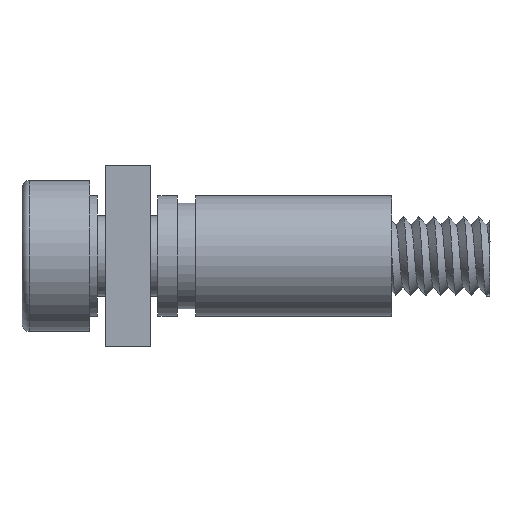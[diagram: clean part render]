
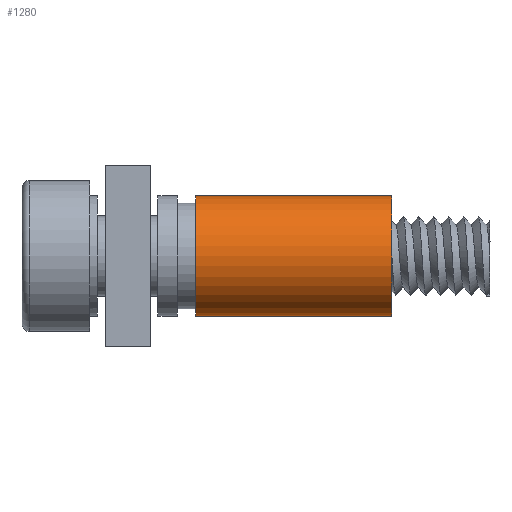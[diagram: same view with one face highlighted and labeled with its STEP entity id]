
A CAD part, left-side view. The second image highlights one B-rep face of the part: STEP entity #1280.
In plain terms, the highlighted cylindrical face has radius 2 mm (diameter 4 mm), a partial arc.
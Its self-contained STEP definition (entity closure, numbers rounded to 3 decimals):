
#92 = CARTESIAN_POINT ( 'NONE',  ( 0., -11.75, -2. ) ) ;
#144 = ORIENTED_EDGE ( 'NONE', *, *, #4740, .F. ) ;
#153 = ORIENTED_EDGE ( 'NONE', *, *, #501, .T. ) ;
#179 = CARTESIAN_POINT ( 'NONE',  ( 0., -5.25, 0. ) ) ;
#181 = CARTESIAN_POINT ( 'NONE',  ( 0., -11.75, 2. ) ) ;
#451 = EDGE_CURVE ( 'NONE', #2285, #687, #1689, .T. ) ;
#501 = EDGE_CURVE ( 'NONE', #4416, #5224, #6010, .T. ) ;
#687 = VERTEX_POINT ( 'NONE', #5033 ) ;
#753 = DIRECTION ( 'NONE',  ( 0., 0., -1. ) ) ;
#773 = CARTESIAN_POINT ( 'NONE',  ( 0., -11.75, 0. ) ) ;
#991 = CARTESIAN_POINT ( 'NONE',  ( 0., -5.25, 2. ) ) ;
#1152 = VECTOR ( 'NONE', #2472, 1000. ) ;
#1280 = ADVANCED_FACE ( 'NONE', ( #5233 ), #6033, .T. ) ;
#1479 = ORIENTED_EDGE ( 'NONE', *, *, #1827, .T. ) ;
#1689 = CIRCLE ( 'NONE', #5160, 2. ) ;
#1827 = EDGE_CURVE ( 'NONE', #2285, #4416, #4161, .T. ) ;
#1849 = VECTOR ( 'NONE', #5750, 1000. ) ;
#1896 = DIRECTION ( 'NONE',  ( 0., -1., 0. ) ) ;
#2285 = VERTEX_POINT ( 'NONE', #5985 ) ;
#2472 = DIRECTION ( 'NONE',  ( 0., 1., 0. ) ) ;
#3069 = DIRECTION ( 'NONE',  ( 0., 1., 0. ) ) ;
#3097 = DIRECTION ( 'NONE',  ( 0., 0., 1. ) ) ;
#3143 = AXIS2_PLACEMENT_3D ( 'NONE', #773, #3069, #3097 ) ;
#4138 = DIRECTION ( 'NONE',  ( 0., -1., 0. ) ) ;
#4161 = LINE ( 'NONE', #181, #1152 ) ;
#4416 = VERTEX_POINT ( 'NONE', #991 ) ;
#4514 = CARTESIAN_POINT ( 'NONE',  ( 0., -5.25, -2. ) ) ;
#4627 = EDGE_LOOP ( 'NONE', ( #144, #6125, #1479, #153 ) ) ;
#4740 = EDGE_CURVE ( 'NONE', #687, #5224, #4997, .T. ) ;
#4997 = LINE ( 'NONE', #92, #1849 ) ;
#5033 = CARTESIAN_POINT ( 'NONE',  ( 0., -11.75, -2. ) ) ;
#5160 = AXIS2_PLACEMENT_3D ( 'NONE', #5256, #1896, #5834 ) ;
#5224 = VERTEX_POINT ( 'NONE', #4514 ) ;
#5233 = FACE_OUTER_BOUND ( 'NONE', #4627, .T. ) ;
#5256 = CARTESIAN_POINT ( 'NONE',  ( 0., -11.75, 0. ) ) ;
#5538 = AXIS2_PLACEMENT_3D ( 'NONE', #179, #4138, #753 ) ;
#5750 = DIRECTION ( 'NONE',  ( 0., 1., 0. ) ) ;
#5834 = DIRECTION ( 'NONE',  ( 0., 0., -1. ) ) ;
#5985 = CARTESIAN_POINT ( 'NONE',  ( 0., -11.75, 2. ) ) ;
#6010 = CIRCLE ( 'NONE', #5538, 2. ) ;
#6033 = CYLINDRICAL_SURFACE ( 'NONE', #3143, 2. ) ;
#6125 = ORIENTED_EDGE ( 'NONE', *, *, #451, .F. ) ;
